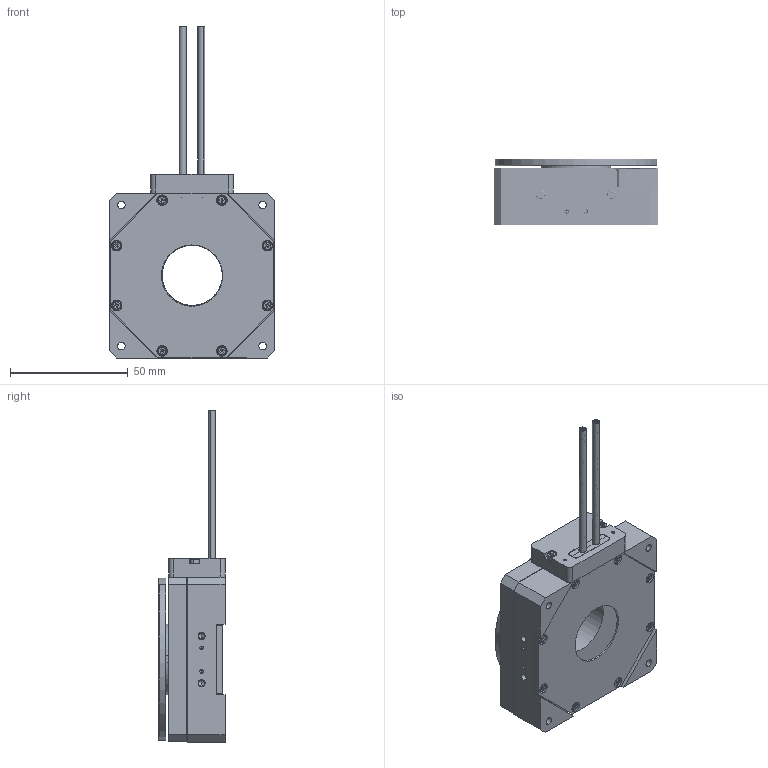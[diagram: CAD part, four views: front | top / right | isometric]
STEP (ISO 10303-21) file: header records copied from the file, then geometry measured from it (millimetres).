
FILE_DESCRIPTION (( 'STEP AP214' ), '1' );
FILE_NAME ('PR-70-51300.STEP', '2026-01-12T15:56:17', ( '' ), ( '' ), 'SwSTEP 2.0', 'SolidWorks 2023', '' );
FILE_SCHEMA (( 'AUTOMOTIVE_DESIGN' ));
Length unit declared in the file: millimetre
Products named in the file (17): SCREW, SHCS-S, M-DIN_M2 x 0.4 x 10mm; 431911 Torque Motor Bracket, PR-70_Rev C; 431913 Connector Bracket, PR-70_widened; SCREW, MS-PPH, M-JCIS_M1.6 x 0.35 x 6mm; PR-70 Demo Rotor; 431906 Base Bottom, PR-70_Rev B; 3.0 Black Cable_L80; 431910 Carriage, PR-70_431910-MOD1 Custom M3 Threaded Holes; 431914 NJ Encoder Bracket, PR-70_Rev B; SCREW, SHCS-S, M-DIN_M1.6 x 0.35 x 04mm; 431907 Base Top, PR-70_Rev C; SCREW, SHCS-S, M-DIN_M2 x 0.4 x 08mm; SCREW, MS-PPH, M-JCIS_M2.5 x 0.45 x 6mm; 432048 Connector Housing Plug Bottom, PR-70; SCREW, SHCS-S, M-DIN_M2 x 0.4 x 05mm; PR-70-51300; 432047 Connector Housing Plug Top, PR-70
Assembly tree (39 placements, depth 2):
  PR-70-51300
    431906 Base Bottom, PR-70_Rev B
    431907 Base Top, PR-70_Rev C
    SCREW, SHCS-S, M-DIN_M2 x 0.4 x 05mm
    SCREW, SHCS-S, M-DIN_M2 x 0.4 x 10mm  x9
    PR-70 Demo Rotor
    431911 Torque Motor Bracket, PR-70_Rev C
    431910 Carriage, PR-70_431910-MOD1 Custom M3 Threaded Holes
    SCREW, MS-PPH, M-JCIS_M1.6 x 0.35 x 6mm  x6
    431914 NJ Encoder Bracket, PR-70_Rev B
    SCREW, SHCS-S, M-DIN_M2 x 0.4 x 08mm  x2
    431913 Connector Bracket, PR-70_widened
    SCREW, MS-PPH, M-JCIS_M2.5 x 0.45 x 6mm  x8
    3.0 Black Cable_L80  x2
    432047 Connector Housing Plug Top, PR-70
    432048 Connector Housing Plug Bottom, PR-70
    SCREW, SHCS-S, M-DIN_M1.6 x 0.35 x 04mm  x2
Bounding box: 70 x 28.1 x 140.99 mm (x, y, z)
Volume: 77693.6 mm3; surface area: 59081.8 mm2
Topology: 65 solids, 65 shells, 1562 faces, 3610 edges, 2233 vertices
Faces by surface type: plane 669, cylinder 500, torus 206, cone 135, bspline 48, sphere 4
Entity records: 53775 total; most frequent: CARTESIAN_POINT 31392, DIRECTION 4585, ORIENTED_EDGE 3962, EDGE_CURVE 1981, AXIS2_PLACEMENT_3D 1797, VERTEX_POINT 1273, EDGE_LOOP 1064, LINE 991
